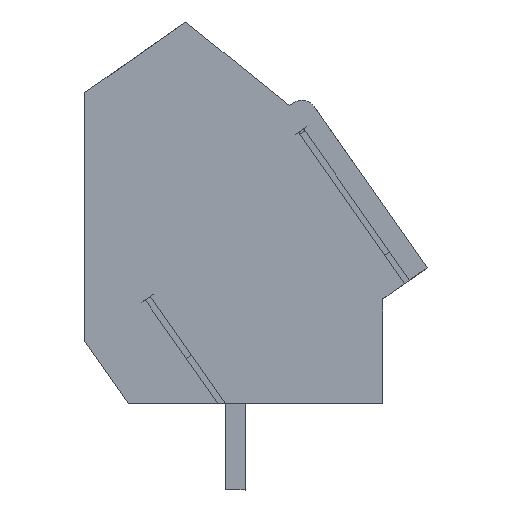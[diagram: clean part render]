
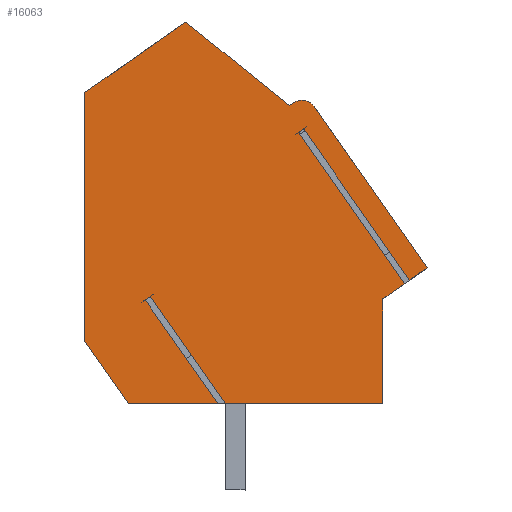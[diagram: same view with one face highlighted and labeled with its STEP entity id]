
A CAD part, left-side view. The second image highlights one B-rep face of the part: STEP entity #16063.
In plain terms, the highlighted planar face has unit normal (-1, 0, 0).
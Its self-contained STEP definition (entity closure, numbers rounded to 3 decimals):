
#14690=AXIS2_PLACEMENT_3D('Circle Axis2P3D',#14688,#14689,$) ;
#16003=AXIS2_PLACEMENT_3D('Plane Axis2P3D',#16000,#16001,#16002) ;
#14342=CARTESIAN_POINT('Vertex',(0.,1.8,3.5)) ;
#14345=CARTESIAN_POINT('Line Origine',(0.,4.996,3.5)) ;
#14349=CARTESIAN_POINT('Vertex',(0.,8.192,3.5)) ;
#14370=CARTESIAN_POINT('Vertex',(0.,8.496,3.5)) ;
#14373=CARTESIAN_POINT('Line Origine',(0.,10.312,3.5)) ;
#14377=CARTESIAN_POINT('Vertex',(0.,12.128,3.5)) ;
#14464=CARTESIAN_POINT('Line Origine',(0.,13.014,4.765)) ;
#14468=CARTESIAN_POINT('Vertex',(0.,13.9,6.03)) ;
#14488=CARTESIAN_POINT('Line Origine',(0.,13.9,11.081)) ;
#14492=CARTESIAN_POINT('Vertex',(0.,13.9,16.132)) ;
#14580=CARTESIAN_POINT('Line Origine',(0.,11.852,17.566)) ;
#14584=CARTESIAN_POINT('Vertex',(0.,9.804,19.)) ;
#14640=CARTESIAN_POINT('Line Origine',(0.,7.696,17.302)) ;
#14644=CARTESIAN_POINT('Vertex',(0.,5.588,15.604)) ;
#14664=CARTESIAN_POINT('Line Origine',(0.,5.506,15.662)) ;
#14668=CARTESIAN_POINT('Vertex',(0.,5.424,15.719)) ;
#14688=CARTESIAN_POINT('Axis2P3D Location',(0.,5.08,15.227)) ;
#14692=CARTESIAN_POINT('Vertex',(0.,4.589,15.572)) ;
#14712=CARTESIAN_POINT('Line Origine',(0.,2.294,12.295)) ;
#14716=CARTESIAN_POINT('Vertex',(0.,0.,9.018)) ;
#14804=CARTESIAN_POINT('Line Origine',(0.,0.358,8.767)) ;
#14808=CARTESIAN_POINT('Vertex',(0.,0.717,8.516)) ;
#14829=CARTESIAN_POINT('Vertex',(0.,0.921,8.373)) ;
#14832=CARTESIAN_POINT('Line Origine',(0.,1.361,8.066)) ;
#14836=CARTESIAN_POINT('Vertex',(0.,1.8,7.758)) ;
#15988=CARTESIAN_POINT('Line Origine',(0.,1.8,5.629)) ;
#16000=CARTESIAN_POINT('Axis2P3D Location',(0.,13.9,0.)) ;
#16005=CARTESIAN_POINT('Line Origine',(0.,9.972,5.608)) ;
#16009=CARTESIAN_POINT('Vertex',(0.,11.448,7.716)) ;
#16012=CARTESIAN_POINT('Line Origine',(0.,11.346,7.788)) ;
#16016=CARTESIAN_POINT('Vertex',(0.,11.244,7.859)) ;
#16019=CARTESIAN_POINT('Line Origine',(0.,9.718,5.68)) ;
#16024=CARTESIAN_POINT('Line Origine',(0.,3.072,11.445)) ;
#16028=CARTESIAN_POINT('Vertex',(0.,5.223,14.517)) ;
#16031=CARTESIAN_POINT('Line Origine',(0.,5.121,14.588)) ;
#16035=CARTESIAN_POINT('Vertex',(0.,5.019,14.66)) ;
#16038=CARTESIAN_POINT('Line Origine',(0.,2.868,11.588)) ;
#14346=DIRECTION('Vector Direction',(0.,1.,0.)) ;
#14374=DIRECTION('Vector Direction',(0.,1.,0.)) ;
#14465=DIRECTION('Vector Direction',(0.,0.574,0.819)) ;
#14489=DIRECTION('Vector Direction',(0.,0.,1.)) ;
#14581=DIRECTION('Vector Direction',(0.,-0.819,0.574)) ;
#14641=DIRECTION('Vector Direction',(0.,-0.779,-0.627)) ;
#14665=DIRECTION('Vector Direction',(0.,-0.819,0.574)) ;
#14689=DIRECTION('Axis2P3D Direction',(-1.,0.,0.)) ;
#14713=DIRECTION('Vector Direction',(0.,-0.574,-0.819)) ;
#14805=DIRECTION('Vector Direction',(0.,0.819,-0.574)) ;
#14833=DIRECTION('Vector Direction',(0.,0.819,-0.574)) ;
#15989=DIRECTION('Vector Direction',(0.,0.,-1.)) ;
#16001=DIRECTION('Axis2P3D Direction',(-1.,0.,0.)) ;
#16002=DIRECTION('Axis2P3D XDirection',(0.,-1.,0.)) ;
#16006=DIRECTION('Vector Direction',(0.,-0.574,-0.819)) ;
#16013=DIRECTION('Vector Direction',(0.,0.819,-0.574)) ;
#16020=DIRECTION('Vector Direction',(0.,-0.574,-0.819)) ;
#16025=DIRECTION('Vector Direction',(0.,-0.574,-0.819)) ;
#16032=DIRECTION('Vector Direction',(0.,0.819,-0.574)) ;
#16039=DIRECTION('Vector Direction',(0.,-0.574,-0.819)) ;
#14347=VECTOR('Line Direction',#14346,1.) ;
#14375=VECTOR('Line Direction',#14374,1.) ;
#14466=VECTOR('Line Direction',#14465,1.) ;
#14490=VECTOR('Line Direction',#14489,1.) ;
#14582=VECTOR('Line Direction',#14581,1.) ;
#14642=VECTOR('Line Direction',#14641,1.) ;
#14666=VECTOR('Line Direction',#14665,1.) ;
#14714=VECTOR('Line Direction',#14713,1.) ;
#14806=VECTOR('Line Direction',#14805,1.) ;
#14834=VECTOR('Line Direction',#14833,1.) ;
#15990=VECTOR('Line Direction',#15989,1.) ;
#16007=VECTOR('Line Direction',#16006,1.) ;
#16014=VECTOR('Line Direction',#16013,1.) ;
#16021=VECTOR('Line Direction',#16020,1.) ;
#16026=VECTOR('Line Direction',#16025,1.) ;
#16033=VECTOR('Line Direction',#16032,1.) ;
#16040=VECTOR('Line Direction',#16039,1.) ;
#16044=ORIENTED_EDGE('',*,*,#14810,.T.) ;
#16045=ORIENTED_EDGE('',*,*,#14718,.T.) ;
#16046=ORIENTED_EDGE('',*,*,#14694,.T.) ;
#16047=ORIENTED_EDGE('',*,*,#14670,.T.) ;
#16048=ORIENTED_EDGE('',*,*,#14646,.T.) ;
#16049=ORIENTED_EDGE('',*,*,#14586,.T.) ;
#16050=ORIENTED_EDGE('',*,*,#14494,.T.) ;
#16051=ORIENTED_EDGE('',*,*,#14470,.T.) ;
#16052=ORIENTED_EDGE('',*,*,#14379,.T.) ;
#16053=ORIENTED_EDGE('',*,*,#16011,.F.) ;
#16054=ORIENTED_EDGE('',*,*,#16018,.F.) ;
#16055=ORIENTED_EDGE('',*,*,#16023,.T.) ;
#16056=ORIENTED_EDGE('',*,*,#14351,.T.) ;
#16057=ORIENTED_EDGE('',*,*,#15992,.T.) ;
#16058=ORIENTED_EDGE('',*,*,#14838,.T.) ;
#16059=ORIENTED_EDGE('',*,*,#16030,.F.) ;
#16060=ORIENTED_EDGE('',*,*,#16037,.F.) ;
#16061=ORIENTED_EDGE('',*,*,#16042,.T.) ;
#16063=ADVANCED_FACE('HOUSING',(#16062),#16004,.T.) ;
#14691=CIRCLE('generated circle',#14690,0.6) ;
#14351=EDGE_CURVE('',#14350,#14343,#14348,.F.) ;
#14379=EDGE_CURVE('',#14378,#14371,#14376,.F.) ;
#14470=EDGE_CURVE('',#14469,#14378,#14467,.F.) ;
#14494=EDGE_CURVE('',#14493,#14469,#14491,.F.) ;
#14586=EDGE_CURVE('',#14585,#14493,#14583,.F.) ;
#14646=EDGE_CURVE('',#14645,#14585,#14643,.F.) ;
#14670=EDGE_CURVE('',#14669,#14645,#14667,.F.) ;
#14694=EDGE_CURVE('',#14693,#14669,#14691,.T.) ;
#14718=EDGE_CURVE('',#14717,#14693,#14715,.F.) ;
#14810=EDGE_CURVE('',#14809,#14717,#14807,.F.) ;
#14838=EDGE_CURVE('',#14837,#14830,#14835,.F.) ;
#15992=EDGE_CURVE('',#14343,#14837,#15991,.F.) ;
#16011=EDGE_CURVE('',#16010,#14371,#16008,.T.) ;
#16018=EDGE_CURVE('',#16017,#16010,#16015,.T.) ;
#16023=EDGE_CURVE('',#16017,#14350,#16022,.T.) ;
#16030=EDGE_CURVE('',#16029,#14830,#16027,.T.) ;
#16037=EDGE_CURVE('',#16036,#16029,#16034,.T.) ;
#16042=EDGE_CURVE('',#16036,#14809,#16041,.T.) ;
#16043=EDGE_LOOP('',(#16044,#16045,#16046,#16047,#16048,#16049,#16050,#16051,#16052,#16053,#16054,#16055,#16056,#16057,#16058,#16059,#16060,#16061)) ;
#16062=FACE_OUTER_BOUND('',#16043,.T.) ;
#14348=LINE('Line',#14345,#14347) ;
#14376=LINE('Line',#14373,#14375) ;
#14467=LINE('Line',#14464,#14466) ;
#14491=LINE('Line',#14488,#14490) ;
#14583=LINE('Line',#14580,#14582) ;
#14643=LINE('Line',#14640,#14642) ;
#14667=LINE('Line',#14664,#14666) ;
#14715=LINE('Line',#14712,#14714) ;
#14807=LINE('Line',#14804,#14806) ;
#14835=LINE('Line',#14832,#14834) ;
#15991=LINE('Line',#15988,#15990) ;
#16008=LINE('Line',#16005,#16007) ;
#16015=LINE('Line',#16012,#16014) ;
#16022=LINE('Line',#16019,#16021) ;
#16027=LINE('Line',#16024,#16026) ;
#16034=LINE('Line',#16031,#16033) ;
#16041=LINE('Line',#16038,#16040) ;
#16004=PLANE('',#16003) ;
#14343=VERTEX_POINT('',#14342) ;
#14350=VERTEX_POINT('',#14349) ;
#14371=VERTEX_POINT('',#14370) ;
#14378=VERTEX_POINT('',#14377) ;
#14469=VERTEX_POINT('',#14468) ;
#14493=VERTEX_POINT('',#14492) ;
#14585=VERTEX_POINT('',#14584) ;
#14645=VERTEX_POINT('',#14644) ;
#14669=VERTEX_POINT('',#14668) ;
#14693=VERTEX_POINT('',#14692) ;
#14717=VERTEX_POINT('',#14716) ;
#14809=VERTEX_POINT('',#14808) ;
#14830=VERTEX_POINT('',#14829) ;
#14837=VERTEX_POINT('',#14836) ;
#16010=VERTEX_POINT('',#16009) ;
#16017=VERTEX_POINT('',#16016) ;
#16029=VERTEX_POINT('',#16028) ;
#16036=VERTEX_POINT('',#16035) ;
